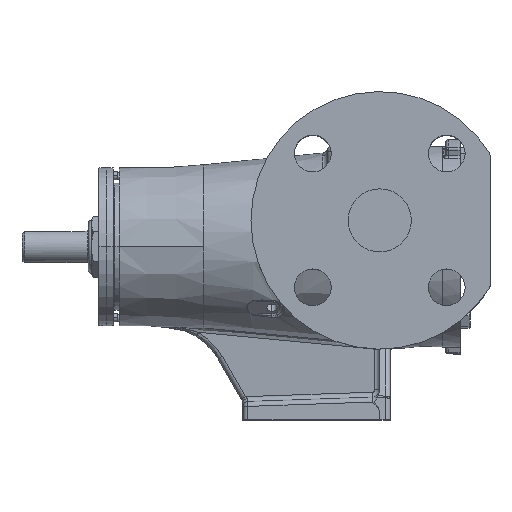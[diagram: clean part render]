
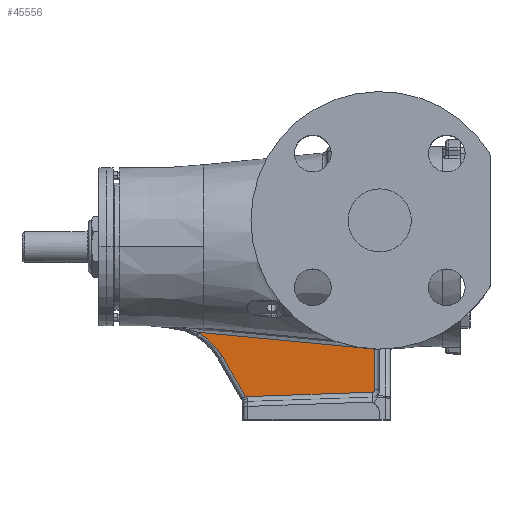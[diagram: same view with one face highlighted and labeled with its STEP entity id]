
A CAD part, top view. The second image highlights one B-rep face of the part: STEP entity #45556.
In plain terms, the highlighted planar face has unit normal (-0.03, -0.017, 0.999).
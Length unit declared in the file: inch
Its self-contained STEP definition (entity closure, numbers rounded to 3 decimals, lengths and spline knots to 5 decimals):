
#493 = CARTESIAN_POINT ( 'NONE',  ( -5.80233, -2.03238, 0.18453 ) ) ;
#3879 = CARTESIAN_POINT ( 'NONE',  ( -1.61637, -2.43164, 0.30415 ) ) ;
#4207 = CARTESIAN_POINT ( 'NONE',  ( -4.40704, -2.1657, 0.2244 ) ) ;
#6727 = CARTESIAN_POINT ( 'NONE',  ( -1.61637, -3.39559, 0.28732 ) ) ;
#11458 = ORIENTED_EDGE ( 'NONE', *, *, #53592, .T. ) ;
#13859 = ORIENTED_EDGE ( 'NONE', *, *, #59540, .T. ) ;
#21755 = ORIENTED_EDGE ( 'NONE', *, *, #29714, .T. ) ;
#23464 = EDGE_CURVE ( 'Defeatured_0_778+Defeatured_0_876+Defeatured_0_1112+Defeatured_0_875', #68655, #97506, #52011, .T. ) ;
#23801 = CARTESIAN_POINT ( 'NONE',  ( -1.61637, -2.34127, 0.30573 ) ) ;
#23950 = CARTESIAN_POINT ( 'NONE',  ( -5.77907, -3.5989, 0.15788 ) ) ;
#24036 = VECTOR ( 'NONE', #71553, 39.37008 ) ;
#24633 = CARTESIAN_POINT ( 'NONE',  ( -5.56731, -2.17452, 0.18916 ) ) ;
#26852 = CARTESIAN_POINT ( 'NONE',  ( -5.80233, -2.03238, 0.18453 ) ) ;
#29714 = EDGE_CURVE ( 'Defeatured_0_778+Defeatured_0_875+Defeatured_0_876+Defeatured_0_886', #97506, #88529, #33550, .T. ) ;
#32041 = CARTESIAN_POINT ( 'NONE',  ( -5.80233, -2.03238, 0.18453 ) ) ;
#32110 = FACE_OUTER_BOUND ( 'NONE', #98926, .T. ) ;
#32447 = ORIENTED_EDGE ( 'NONE', *, *, #92450, .F. ) ;
#32907 =( BOUNDED_CURVE ( )  B_SPLINE_CURVE ( 3, ( #80282, #55891, #57878, #35791 ),
 .UNSPECIFIED., .F., .F. ) 
 B_SPLINE_CURVE_WITH_KNOTS ( ( 4, 4 ),
 ( 3.66519, 5.20108 ),
 .UNSPECIFIED. ) 
 CURVE ( )  GEOMETRIC_REPRESENTATION_ITEM ( )  RATIONAL_B_SPLINE_CURVE ( ( 1., 0.813, 0.813, 1. ) ) 
 REPRESENTATION_ITEM ( '' )  );
#33550 = B_SPLINE_CURVE_WITH_KNOTS ( 'NONE', 3,
 ( #3879, #89211, #4207, #26852 ),
 .UNSPECIFIED., .F., .F.,
 ( 4, 4 ),
 ( 0., 0.10685 ),
 .UNSPECIFIED. ) ;
#35791 = CARTESIAN_POINT ( 'NONE',  ( -1.67428, -3.45555, 0.28452 ) ) ;
#37302 = LINE ( 'NONE', #23950, #88288 ) ;
#44694 = DIRECTION ( 'NONE',  ( 0.5, -0.866, 0. ) ) ;
#45048 = VECTOR ( 'NONE', #44694, 39.37008 ) ;
#45556 = ADVANCED_FACE ( 'Defeatured_0_778', ( #32110 ), #99035, .T. ) ;
#48053 = CARTESIAN_POINT ( 'NONE',  ( -5.37508, -2.3707, 0.19154 ) ) ;
#52011 = LINE ( 'NONE', #23801, #24036 ) ;
#52730 = CARTESIAN_POINT ( 'NONE',  ( -5.8431, -1.7917, 0.1875 ) ) ;
#53592 = EDGE_CURVE ( 'Defeatured_0_778+Defeatured_0_877+Defeatured_0_885+Defeatured_0_1112', #94924, #62917, #37302, .T. ) ;
#55891 = CARTESIAN_POINT ( 'NONE',  ( -1.61637, -3.42977, 0.28672 ) ) ;
#57878 = CARTESIAN_POINT ( 'NONE',  ( -1.64012, -3.45436, 0.28558 ) ) ;
#58108 = CARTESIAN_POINT ( 'NONE',  ( -1.61637, -2.43164, 0.30415 ) ) ;
#58205 = AXIS2_PLACEMENT_3D ( 'NONE', #52730, #60146, #68275 ) ;
#59070 =( BOUNDED_CURVE ( )  B_SPLINE_CURVE ( 3, ( #32041, #24633, #48053, #85618 ),
 .UNSPECIFIED., .F., .F. ) 
 B_SPLINE_CURVE_WITH_KNOTS ( ( 4, 4 ),
 ( 5.77994, 6.28319 ),
 .UNSPECIFIED. ) 
 CURVE ( )  GEOMETRIC_REPRESENTATION_ITEM ( )  RATIONAL_B_SPLINE_CURVE ( ( 1., 0.979, 0.979, 1. ) ) 
 REPRESENTATION_ITEM ( '' )  );
#59540 = EDGE_CURVE ( 'Defeatured_0_778+Defeatured_0_885+Defeatured_0_886+Defeatured_0_877', #74669, #94924, #89823, .T. ) ;
#60146 = DIRECTION ( 'NONE',  ( -0.03, -0.017, 0.999 ) ) ;
#61254 = DIRECTION ( 'NONE',  ( 0.999, 0.035, 0.031 ) ) ;
#62917 = VERTEX_POINT ( 'NONE', #74651 ) ;
#65302 = ORIENTED_EDGE ( 'NONE', *, *, #23464, .T. ) ;
#67354 = CARTESIAN_POINT ( 'NONE',  ( -5.7428, -1.7338, 0.19154 ) ) ;
#68275 = DIRECTION ( 'NONE',  ( 1., 0., 0.03 ) ) ;
#68655 = VERTEX_POINT ( 'NONE', #6727 ) ;
#71553 = DIRECTION ( 'NONE',  ( 0., 1., 0.017 ) ) ;
#72742 = EDGE_CURVE ( 'Defeatured_0_778+Defeatured_0_886+Defeatured_0_875+Defeatured_0_885', #88529, #74669, #59070, .T. ) ;
#74651 = CARTESIAN_POINT ( 'NONE',  ( -1.67428, -3.45555, 0.28452 ) ) ;
#74669 = VERTEX_POINT ( 'NONE', #96428 ) ;
#80282 = CARTESIAN_POINT ( 'NONE',  ( -1.61637, -3.39559, 0.28732 ) ) ;
#85618 = CARTESIAN_POINT ( 'NONE',  ( -5.23775, -2.60856, 0.19154 ) ) ;
#86593 = CARTESIAN_POINT ( 'NONE',  ( -4.68798, -3.56079, 0.19154 ) ) ;
#87156 = ORIENTED_EDGE ( 'NONE', *, *, #72742, .T. ) ;
#88288 = VECTOR ( 'NONE', #61254, 39.37008 ) ;
#88529 = VERTEX_POINT ( 'NONE', #493 ) ;
#89211 = CARTESIAN_POINT ( 'NONE',  ( -3.01171, -2.29875, 0.26427 ) ) ;
#89823 = LINE ( 'NONE', #67354, #45048 ) ;
#92450 = EDGE_CURVE ( 'Defeatured_0_1112+Defeatured_0_778+Defeatured_0_876+Defeatured_0_877', #68655, #62917, #32907, .T. ) ;
#94924 = VERTEX_POINT ( 'NONE', #86593 ) ;
#96428 = CARTESIAN_POINT ( 'NONE',  ( -5.23775, -2.60856, 0.19154 ) ) ;
#97506 = VERTEX_POINT ( 'NONE', #58108 ) ;
#98926 = EDGE_LOOP ( 'NONE', ( #32447, #65302, #21755, #87156, #13859, #11458 ) ) ;
#99035 = PLANE ( 'NONE',  #58205 ) ;
